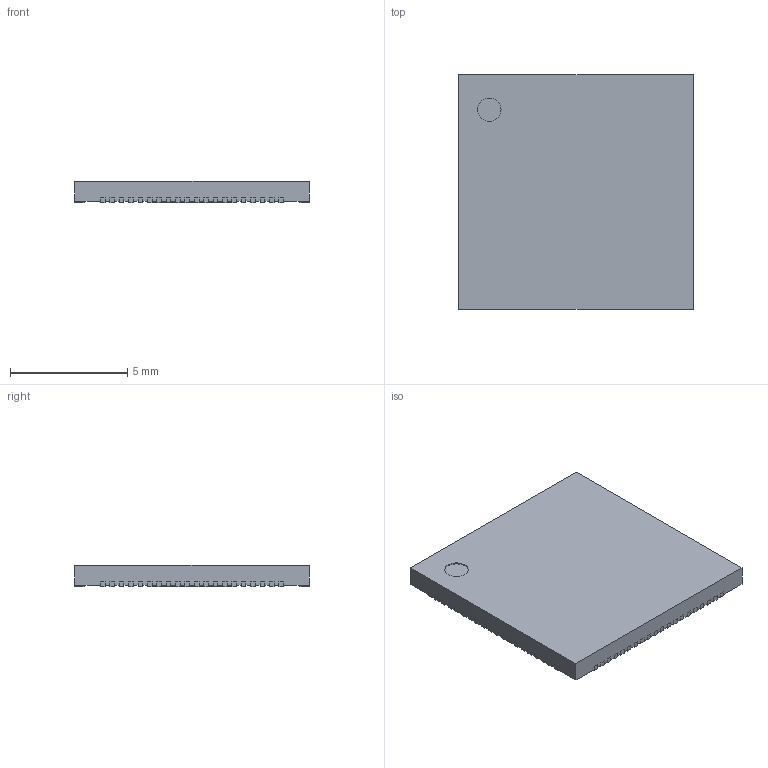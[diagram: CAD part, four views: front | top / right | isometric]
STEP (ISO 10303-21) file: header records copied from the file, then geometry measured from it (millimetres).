
FILE_DESCRIPTION(('FreeCAD Model'),'2;1');
FILE_NAME('RP2350B-QFN80 v12.step','2024-08-11T08:50:54',( 'kicad StepUp'),('ksu MCAD'),'Open CASCADE STEP processor 7.3', 'FreeCAD','Unknown');
FILE_SCHEMA(('AUTOMOTIVE_DESIGN { 1 0 10303 214 1 1 1 1 }'));
Length unit declared in the file: millimetre
Products named in the file (1): RP2350B-QFN80_v12
Bounding box: 10 x 10 x 0.9 mm (x, y, z)
Volume: 85.9 mm3; surface area: 239.7 mm2
Topology: 1 solids, 1 shells, 493 faces, 1467 edges, 978 vertices
Faces by surface type: plane 492, cylinder 1
Full cylindrical faces by diameter (mm): 1 x1
Entity records: 19647 total; most frequent: CARTESIAN_POINT 2939, ORIENTED_EDGE 2934, DIRECTION 2457, EDGE_CURVE 1467, LINE 1465, VECTOR 1465, VERTEX_POINT 978, AXIS2_PLACEMENT_3D 496
